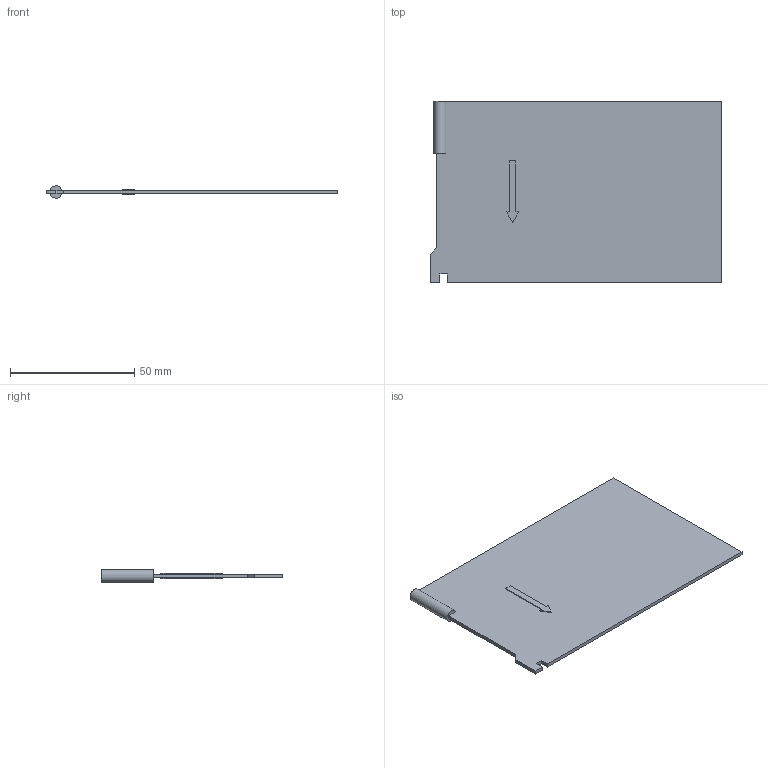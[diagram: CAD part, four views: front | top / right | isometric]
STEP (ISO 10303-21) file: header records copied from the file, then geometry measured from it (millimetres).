
FILE_DESCRIPTION((''),'2;1');
FILE_NAME('8-742-755','2021-09-17T08:17:46',('caodj'),(''),'CREO PARAMETRIC BY PTC INC, 2020044','CREO PARAMETRIC BY PTC INC, 2020044','');
FILE_SCHEMA(('CONFIG_CONTROL_DESIGN','SHAPE_APPEARANCE_LAYERS_GROUPS'));
Length unit declared in the file: millimetre
Products named in the file (1): 8-742-755
Bounding box: 117.5 x 73 x 4.99 mm (x, y, z)
Volume: 12949.1 mm3; surface area: 17576.6 mm2
Topology: 1 solids, 1 shells, 30 faces, 78 edges, 52 vertices
Faces by surface type: plane 29, cylinder 1
Entity records: 1021 total; most frequent: CARTESIAN_POINT 160, ORIENTED_EDGE 156, DIRECTION 140, EDGE_CURVE 78, VECTOR 76, LINE 76, COLOUR_RGB 71, VERTEX_POINT 52
